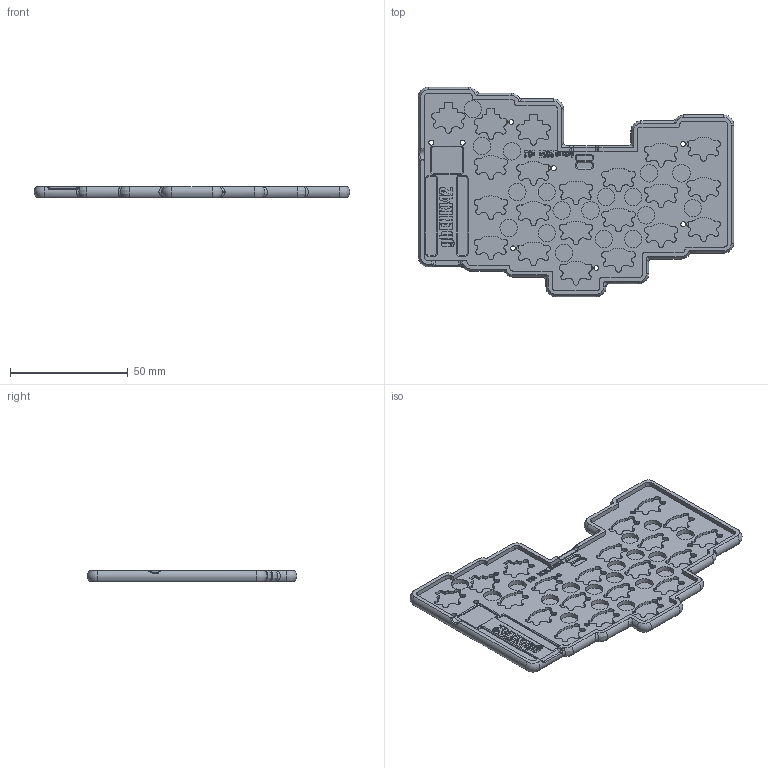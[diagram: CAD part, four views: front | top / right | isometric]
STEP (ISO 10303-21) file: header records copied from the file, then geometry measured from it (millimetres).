
FILE_DESCRIPTION(('STEP AP242'), '1');
FILE_NAME('case_gbEnki42_NO_bumpont', '', ('UNSPECIFIED'), ('UNSPECIFIED'), 'C3D Converter', 'C3D Toolkit', '');
FILE_SCHEMA(('AP242_MANAGED_MODEL_BASED_3D_ENGINEERING_MIM_LF { 1 0 10303 442 1 1 4 }'));
Length unit declared in the file: millimetre
Bounding box: 133.87 x 88.97 x 4.6 mm (x, y, z)
Volume: 20362.8 mm3; surface area: 23305.8 mm2
Topology: 1 solids, 1 shells, 1396 faces, 3794 edges, 2483 vertices
Faces by surface type: cylinder 606, plane 597, extrusion 136, bspline 26, cone 20, torus 11
Full cylindrical faces by diameter (mm): 2.1 x8, 4.4 x2, 5.4 x16, 7.4 x18
Entity records: 59037 total; most frequent: CARTESIAN_POINT 12277, ORIENTED_EDGE 7500, DIRECTION 7302, EDGE_CURVE 3750, AXIS2_PLACEMENT_3D 2542, VERTEX_POINT 2482, VECTOR 2218, LINE 2082
